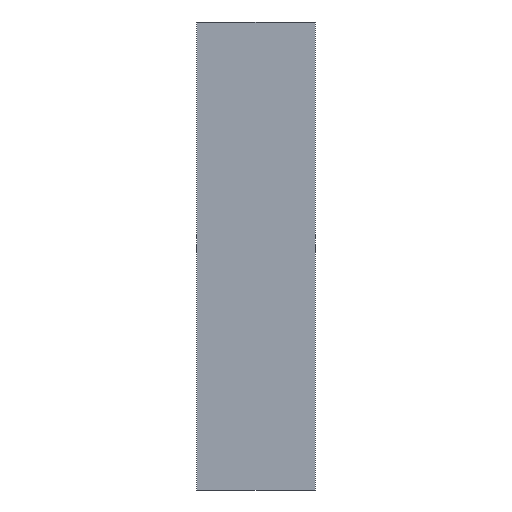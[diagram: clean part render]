
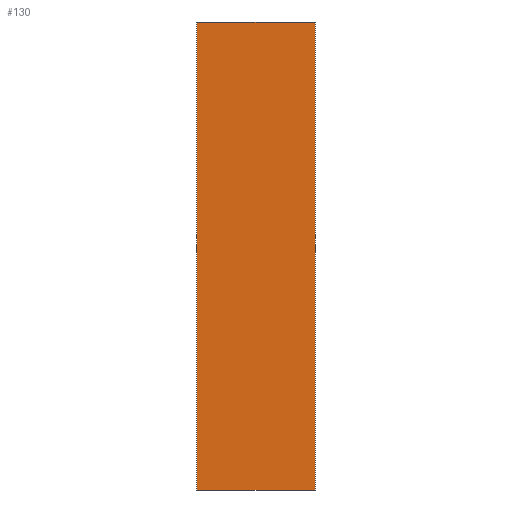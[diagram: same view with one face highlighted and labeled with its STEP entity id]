
A CAD part, front view. The second image highlights one B-rep face of the part: STEP entity #130.
In plain terms, the highlighted planar face has unit normal (0, -1, 0).
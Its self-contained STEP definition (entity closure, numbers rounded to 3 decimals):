
#16 = VERTEX_POINT ( 'NONE', #57 ) ;
#17 = CARTESIAN_POINT ( 'NONE',  ( 25.4, 0., -100. ) ) ;
#20 = CARTESIAN_POINT ( 'NONE',  ( 0., 0., -100. ) ) ;
#21 = VERTEX_POINT ( 'NONE', #25 ) ;
#22 = VERTEX_POINT ( 'NONE', #58 ) ;
#25 = CARTESIAN_POINT ( 'NONE',  ( 0., 0., -100. ) ) ;
#31 = PLANE ( 'NONE',  #107 ) ;
#32 = CARTESIAN_POINT ( 'NONE',  ( 0., 0., 0. ) ) ;
#33 = DIRECTION ( 'NONE',  ( 1., 0., 0. ) ) ;
#34 = CARTESIAN_POINT ( 'NONE',  ( 25.4, 0., 0. ) ) ;
#35 = DIRECTION ( 'NONE',  ( 0., 0., -1. ) ) ;
#57 = CARTESIAN_POINT ( 'NONE',  ( 0., 0., 0. ) ) ;
#58 = CARTESIAN_POINT ( 'NONE',  ( 25.4, 0., 0. ) ) ;
#72 = DIRECTION ( 'NONE',  ( 0., 0., 1. ) ) ;
#73 = CARTESIAN_POINT ( 'NONE',  ( 0., 0., 0. ) ) ;
#74 = DIRECTION ( 'NONE',  ( -1., 0., 0. ) ) ;
#85 = CARTESIAN_POINT ( 'NONE',  ( 0., 0., -100. ) ) ;
#97 = VERTEX_POINT ( 'NONE', #17 ) ;
#99 = DIRECTION ( 'NONE',  ( 0., 0., -1. ) ) ;
#100 = DIRECTION ( 'NONE',  ( 0., -1., 0. ) ) ;
#107 = AXIS2_PLACEMENT_3D ( 'NONE', #85, #100, #99 ) ;
#108 = EDGE_CURVE ( 'NONE', #97, #21, #176, .T. ) ;
#110 = EDGE_CURVE ( 'NONE', #21, #16, #190, .T. ) ;
#126 = EDGE_CURVE ( 'NONE', #22, #97, #229, .T. ) ;
#128 = EDGE_CURVE ( 'NONE', #16, #22, #224, .T. ) ;
#130 = ADVANCED_FACE ( 'NONE', ( #210 ), #31, .T. ) ;
#166 = EDGE_LOOP ( 'NONE', ( #179, #186, #183, #184 ) ) ;
#176 = LINE ( 'NONE', #20, #217 ) ;
#179 = ORIENTED_EDGE ( 'NONE', *, *, #110, .F. ) ;
#183 = ORIENTED_EDGE ( 'NONE', *, *, #126, .F. ) ;
#184 = ORIENTED_EDGE ( 'NONE', *, *, #128, .F. ) ;
#186 = ORIENTED_EDGE ( 'NONE', *, *, #108, .F. ) ;
#190 = LINE ( 'NONE', #73, #216 ) ;
#210 = FACE_OUTER_BOUND ( 'NONE', #166, .T. ) ;
#216 = VECTOR ( 'NONE', #72, 1000. ) ;
#217 = VECTOR ( 'NONE', #74, 1000. ) ;
#224 = LINE ( 'NONE', #32, #228 ) ;
#228 = VECTOR ( 'NONE', #33, 1000. ) ;
#229 = LINE ( 'NONE', #34, #230 ) ;
#230 = VECTOR ( 'NONE', #35, 1000. ) ;
